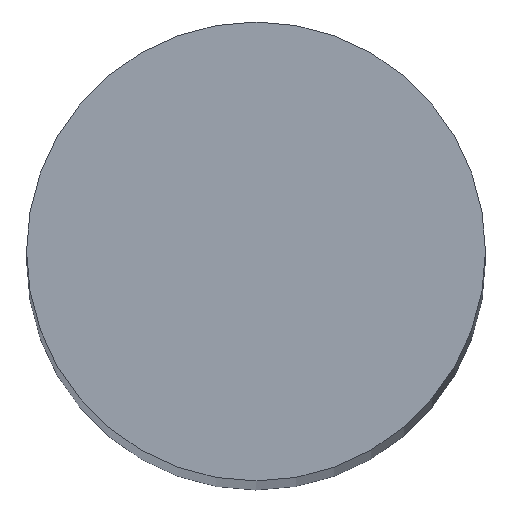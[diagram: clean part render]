
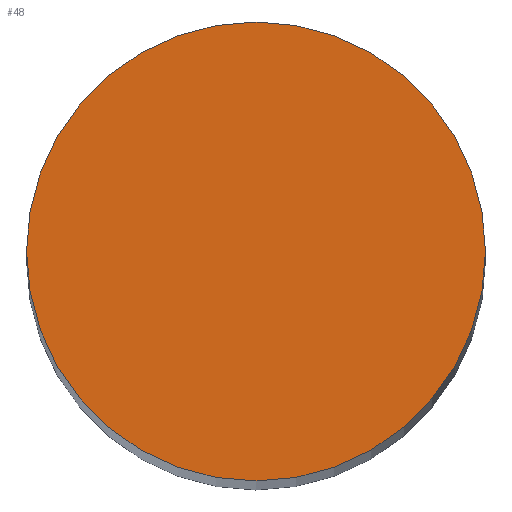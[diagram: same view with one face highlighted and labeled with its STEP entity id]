
A CAD part, top view. The second image highlights one B-rep face of the part: STEP entity #48.
In plain terms, the highlighted planar face has unit normal (0, 0, 1).
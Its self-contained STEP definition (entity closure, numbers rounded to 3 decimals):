
#48=ADVANCED_FACE('240[2]',(#104),#105,.T.);
#55=EDGE_CURVE('240[2]',#115,#115,#116,.T.);
#104=FACE_OUTER_BOUND('',#170,.T.);
#105=PLANE('',#171);
#115=VERTEX_POINT('',#184);
#116=CIRCLE('',#185,15.5);
#170=EDGE_LOOP('',(#367));
#171=AXIS2_PLACEMENT_3D('',#368,#369,#370);
#184=CARTESIAN_POINT('',(0.,15.5,350.0));
#185=AXIS2_PLACEMENT_3D('',#381,#382,#383);
#367=ORIENTED_EDGE('',*,*,#55,.T.);
#368=CARTESIAN_POINT('',(0.,7.75,350.0));
#369=DIRECTION('',(0.,0.,1.0));
#370=DIRECTION('',(1.0,0.,0.0));
#381=CARTESIAN_POINT('',(0.,0.,350.0));
#382=DIRECTION('',(0.,0.,1.0));
#383=DIRECTION('',(0.,1.0,0.));
